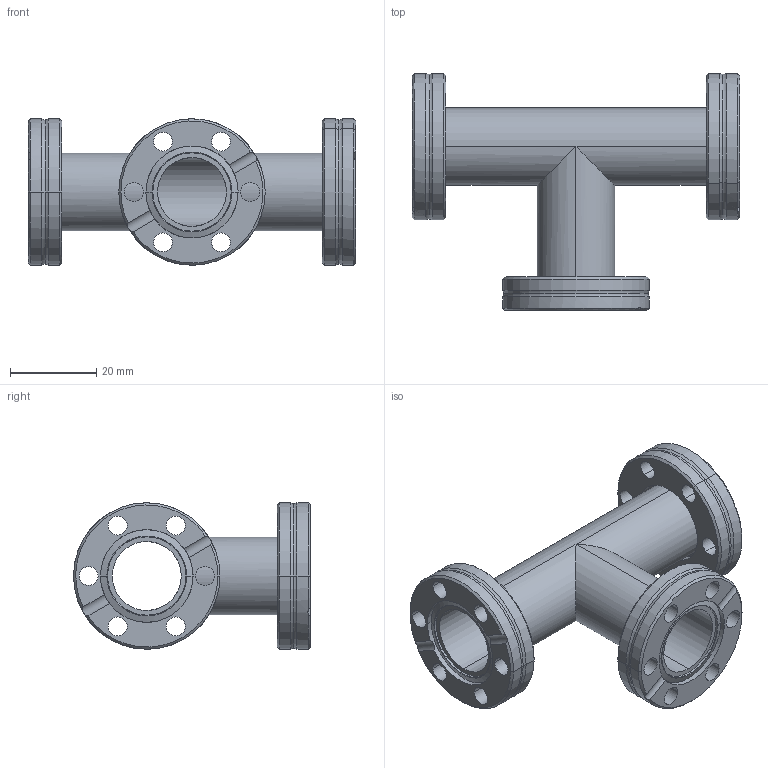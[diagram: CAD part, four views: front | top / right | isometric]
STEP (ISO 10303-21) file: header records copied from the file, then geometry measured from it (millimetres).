
FILE_DESCRIPTION (( 'STEP AP214' ), '1' );
FILE_NAME ('420RTS016.stp', '2017-05-31T10:03:41', ( '' ), ( '' ), 'SwSTEP 2.0', 'SolidWorks 2015', '' );
FILE_SCHEMA (( 'AUTOMOTIVE_DESIGN' ));
Length unit declared in the file: millimetre
Products named in the file (1): 420RTS016
Bounding box: 76 x 55 x 34 mm (x, y, z)
Volume: 17749.1 mm3; surface area: 18949.8 mm2
Topology: 1 solids, 3 shells, 156 faces, 374 edges, 229 vertices
Faces by surface type: cylinder 84, cone 31, torus 22, plane 19
Entity records: 6533 total; most frequent: CARTESIAN_POINT 940, DIRECTION 889, ORIENTED_EDGE 748, AXIS2_PLACEMENT_3D 386, EDGE_CURVE 374, VERTEX_POINT 229, CIRCLE 229, EDGE_LOOP 205
